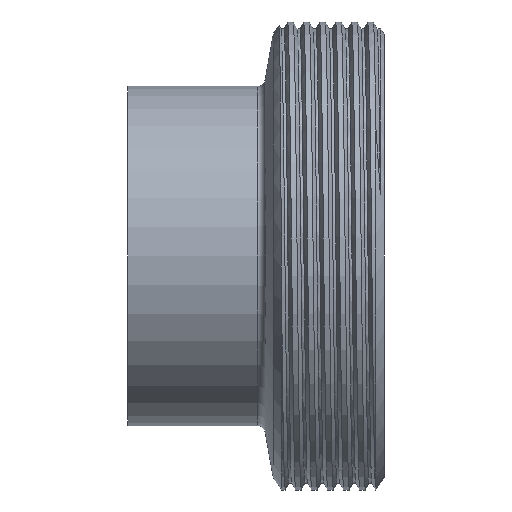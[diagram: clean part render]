
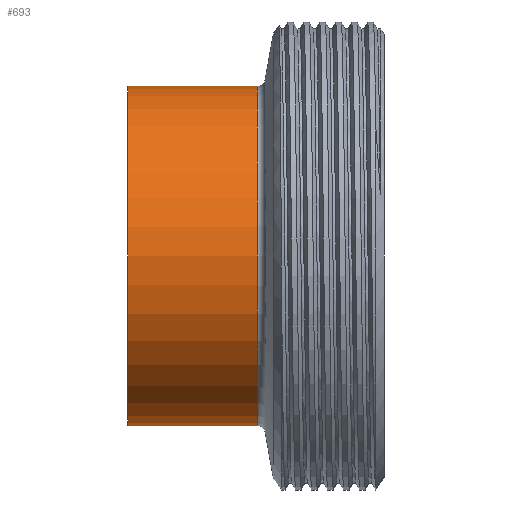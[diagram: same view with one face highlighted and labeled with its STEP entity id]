
A CAD part, front view. The second image highlights one B-rep face of the part: STEP entity #693.
In plain terms, the highlighted cylindrical face has radius 21.2 mm (diameter 42.4 mm), a partial arc.
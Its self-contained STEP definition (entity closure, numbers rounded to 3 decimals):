
#7 = CARTESIAN_POINT ( 'NONE',  ( -16.647, -15.398, -21.2 ) ) ;
#244 = LINE ( 'NONE', #7, #1961 ) ;
#388 = CARTESIAN_POINT ( 'NONE',  ( -16.647, -15.398, 0. ) ) ;
#465 = EDGE_CURVE ( 'NONE', #1343, #2454, #2934, .T. ) ;
#632 = DIRECTION ( 'NONE',  ( 0., 0., 1. ) ) ;
#693 = ADVANCED_FACE ( 'NONE', ( #2238 ), #1307, .T. ) ;
#764 = EDGE_LOOP ( 'NONE', ( #1387, #2944, #1529, #2507 ) ) ;
#909 = EDGE_CURVE ( 'NONE', #2454, #1722, #2755, .T. ) ;
#1094 = VECTOR ( 'NONE', #2742, 1000. ) ;
#1236 = CARTESIAN_POINT ( 'NONE',  ( 2.072, -15.398, -21.2 ) ) ;
#1256 = AXIS2_PLACEMENT_3D ( 'NONE', #388, #1576, #632 ) ;
#1307 = CYLINDRICAL_SURFACE ( 'NONE', #1256, 21.2 ) ;
#1343 = VERTEX_POINT ( 'NONE', #1236 ) ;
#1387 = ORIENTED_EDGE ( 'NONE', *, *, #3025, .F. ) ;
#1493 = VERTEX_POINT ( 'NONE', #2722 ) ;
#1529 = ORIENTED_EDGE ( 'NONE', *, *, #909, .T. ) ;
#1576 = DIRECTION ( 'NONE',  ( -1., 0., 0. ) ) ;
#1589 = CARTESIAN_POINT ( 'NONE',  ( 2.072, -15.398, 21.2 ) ) ;
#1630 = DIRECTION ( 'NONE',  ( -1., 0., 0. ) ) ;
#1631 = AXIS2_PLACEMENT_3D ( 'NONE', #3058, #1630, #3013 ) ;
#1662 = AXIS2_PLACEMENT_3D ( 'NONE', #2234, #2927, #2251 ) ;
#1722 = VERTEX_POINT ( 'NONE', #2346 ) ;
#1961 = VECTOR ( 'NONE', #2510, 1000. ) ;
#2234 = CARTESIAN_POINT ( 'NONE',  ( -14.088, -15.398, 0. ) ) ;
#2238 = FACE_OUTER_BOUND ( 'NONE', #764, .T. ) ;
#2251 = DIRECTION ( 'NONE',  ( 0., 0., 1. ) ) ;
#2265 = CARTESIAN_POINT ( 'NONE',  ( -16.647, -15.398, 21.2 ) ) ;
#2346 = CARTESIAN_POINT ( 'NONE',  ( -14.088, -15.398, 21.2 ) ) ;
#2454 = VERTEX_POINT ( 'NONE', #1589 ) ;
#2507 = ORIENTED_EDGE ( 'NONE', *, *, #3065, .F. ) ;
#2510 = DIRECTION ( 'NONE',  ( -1., 0., 0. ) ) ;
#2722 = CARTESIAN_POINT ( 'NONE',  ( -14.088, -15.398, -21.2 ) ) ;
#2742 = DIRECTION ( 'NONE',  ( -1., 0., 0. ) ) ;
#2755 = LINE ( 'NONE', #2265, #1094 ) ;
#2927 = DIRECTION ( 'NONE',  ( -1., 0., 0. ) ) ;
#2934 = CIRCLE ( 'NONE', #1631, 21.2 ) ;
#2944 = ORIENTED_EDGE ( 'NONE', *, *, #465, .T. ) ;
#3013 = DIRECTION ( 'NONE',  ( 0., 0., 1. ) ) ;
#3016 = CIRCLE ( 'NONE', #1662, 21.2 ) ;
#3025 = EDGE_CURVE ( 'NONE', #1343, #1493, #244, .T. ) ;
#3058 = CARTESIAN_POINT ( 'NONE',  ( 2.072, -15.398, 0. ) ) ;
#3065 = EDGE_CURVE ( 'NONE', #1493, #1722, #3016, .T. ) ;
